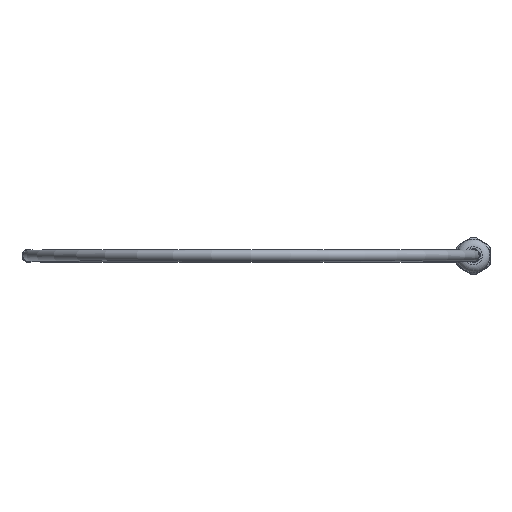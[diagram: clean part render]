
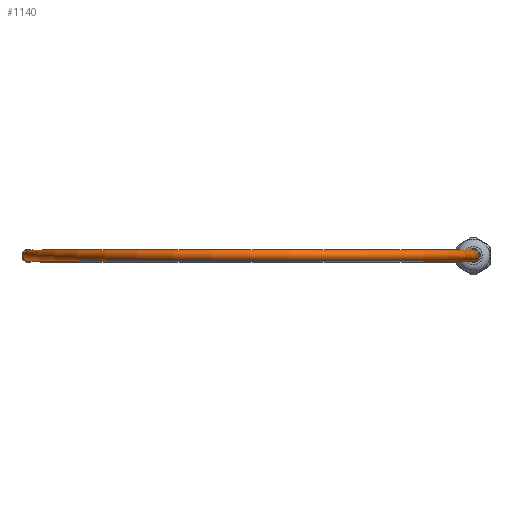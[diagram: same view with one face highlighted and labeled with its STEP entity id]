
A CAD part, top view. The second image highlights one B-rep face of the part: STEP entity #1140.
In plain terms, the highlighted toroidal (fillet/blend) face has major radius 100 mm and minor radius 2.5 mm.
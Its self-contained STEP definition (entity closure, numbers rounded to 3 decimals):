
#96=TOROIDAL_SURFACE('',#1295,100.,2.5);
#340=FACE_OUTER_BOUND('',#422,.T.);
#422=EDGE_LOOP('',(#1039,#1040,#1041,#1042));
#498=CIRCLE('',#1296,2.5);
#499=CIRCLE('',#1297,97.5);
#500=CIRCLE('',#1298,2.5);
#593=VERTEX_POINT('',#2046);
#594=VERTEX_POINT('',#2048);
#742=EDGE_CURVE('',#593,#593,#498,.T.);
#743=EDGE_CURVE('',#593,#594,#499,.T.);
#744=EDGE_CURVE('',#594,#594,#500,.T.);
#1039=ORIENTED_EDGE('',*,*,#742,.F.);
#1040=ORIENTED_EDGE('',*,*,#743,.T.);
#1041=ORIENTED_EDGE('',*,*,#744,.F.);
#1042=ORIENTED_EDGE('',*,*,#743,.F.);
#1140=ADVANCED_FACE('',(#340),#96,.T.);
#1295=AXIS2_PLACEMENT_3D('',#2045,#1655,#1656);
#1296=AXIS2_PLACEMENT_3D('',#2047,#1657,#1658);
#1297=AXIS2_PLACEMENT_3D('',#2049,#1659,#1660);
#1298=AXIS2_PLACEMENT_3D('',#2050,#1661,#1662);
#1655=DIRECTION('center_axis',(0.,0.,-1.));
#1656=DIRECTION('ref_axis',(-1.,0.,0.));
#1657=DIRECTION('center_axis',(0.,1.,0.));
#1658=DIRECTION('ref_axis',(-1.,0.,0.));
#1659=DIRECTION('center_axis',(0.,0.,1.));
#1660=DIRECTION('ref_axis',(-1.,0.,0.));
#1661=DIRECTION('center_axis',(0.,1.,0.));
#1662=DIRECTION('ref_axis',(1.,0.,0.));
#2045=CARTESIAN_POINT('Origin',(-100.,0.,0.));
#2046=CARTESIAN_POINT('',(-197.5,0.,0.));
#2047=CARTESIAN_POINT('Origin',(-200.,0.,0.));
#2048=CARTESIAN_POINT('',(-2.5,0.,0.));
#2049=CARTESIAN_POINT('Origin',(-100.,0.,0.));
#2050=CARTESIAN_POINT('Origin',(0.,0.,0.));
